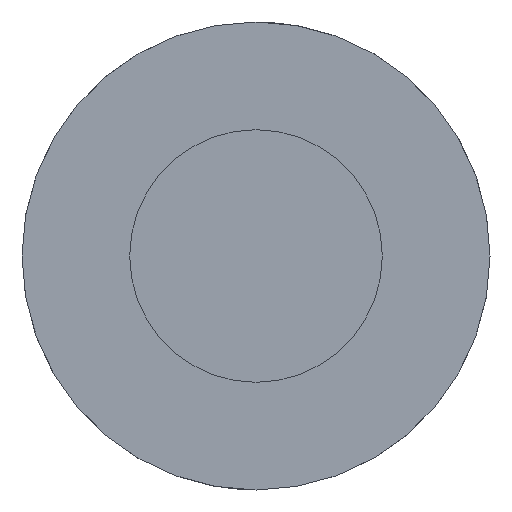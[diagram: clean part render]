
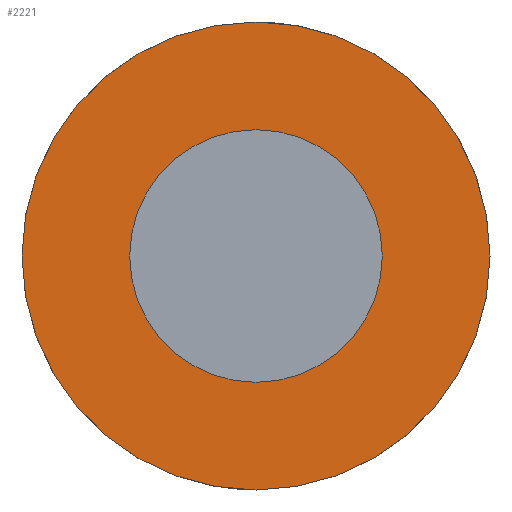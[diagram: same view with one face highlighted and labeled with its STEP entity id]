
A CAD part, left-side view. The second image highlights one B-rep face of the part: STEP entity #2221.
In plain terms, the highlighted face is planar.
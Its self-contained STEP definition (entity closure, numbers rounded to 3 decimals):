
#1220=CARTESIAN_POINT('',(0.,0.,0.));
#1221=DIRECTION('',(0.,0.,-1.));
#1222=DIRECTION('',(-1.,0.,0.));
#1223=AXIS2_PLACEMENT_3D('',#1220,#1221,#1222);
#1228=CARTESIAN_POINT('',(0.,0.,0.));
#1229=DIRECTION('',(0.,0.,1.));
#1230=DIRECTION('',(-1.,0.,0.));
#1231=AXIS2_PLACEMENT_3D('',#1228,#1229,#1230);
#1250=CARTESIAN_POINT('',(0.,0.,0.));
#1251=DIRECTION('',(0.,0.,1.));
#1252=DIRECTION('',(-1.,0.,0.));
#1253=AXIS2_PLACEMENT_3D('',#1250,#1251,#1252);
#1258=CARTESIAN_POINT('',(0.,0.,0.));
#1259=DIRECTION('',(0.,0.,-1.));
#1260=DIRECTION('',(-1.,0.,0.));
#1261=AXIS2_PLACEMENT_3D('',#1258,#1259,#1260);
#1416=CARTESIAN_POINT('',(-31.5,0.,0.));
#1418=VERTEX_POINT('',#1416);
#1419=CARTESIAN_POINT('',(-17.,0.,0.));
#1421=VERTEX_POINT('',#1419);
#1424=CARTESIAN_POINT('',(31.5,0.,0.));
#1426=VERTEX_POINT('',#1424);
#1427=CARTESIAN_POINT('',(17.,0.,0.));
#1429=VERTEX_POINT('',#1427);
#2206=CARTESIAN_POINT('',(0.,0.,0.));
#2207=DIRECTION('',(0.,0.,-1.));
#2208=DIRECTION('',(1.,0.,0.));
#2209=AXIS2_PLACEMENT_3D('',#2206,#2207,#2208);
#2210=PLANE('',#2209);
#2211=ORIENTED_EDGE('',*,*,#2199,.T.);
#2212=ORIENTED_EDGE('',*,*,#2184,.F.);
#2213=EDGE_LOOP('',(#2211,#2212));
#2214=FACE_OUTER_BOUND('',#2213,.F.);
#2216=ORIENTED_EDGE('',*,*,#2215,.T.);
#2218=ORIENTED_EDGE('',*,*,#2217,.F.);
#2219=EDGE_LOOP('',(#2216,#2218));
#2220=FACE_BOUND('',#2219,.F.);
#1224=CIRCLE('',#1223,31.5);
#1232=CIRCLE('',#1231,31.5);
#1254=CIRCLE('',#1253,17.);
#1262=CIRCLE('',#1261,17.);
#2184=EDGE_CURVE('',#1418,#1426,#1232,.T.);
#2199=EDGE_CURVE('',#1418,#1426,#1224,.T.);
#2215=EDGE_CURVE('',#1421,#1429,#1254,.T.);
#2217=EDGE_CURVE('',#1421,#1429,#1262,.T.);
#2221=ADVANCED_FACE('',(#2214,#2220),#2210,.F.);
